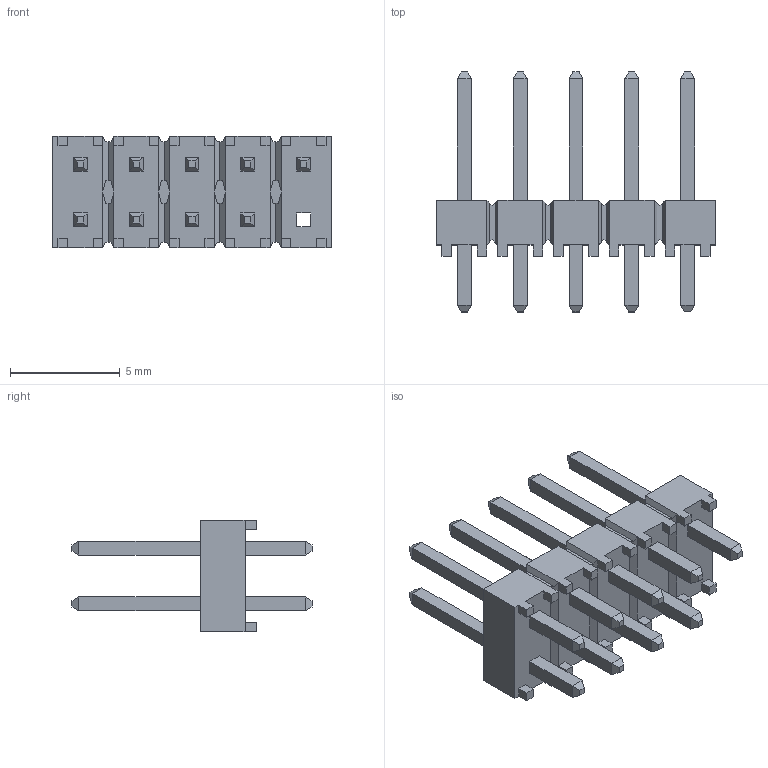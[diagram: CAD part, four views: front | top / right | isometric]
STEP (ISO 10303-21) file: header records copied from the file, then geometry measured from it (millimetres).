
FILE_DESCRIPTION(/* description */ ('STEP AP214'),/* implementation_level */ '2;1');
FILE_NAME(/* name */ 'TSW-105-07-G-D-010',/* time_stamp */ '2025-04-17T22:53:08+02:00',/* author */ ('License CC BY-ND 4.0'),/* organization */ ('CADENAS'),/* preprocessor_version */ 'ST-DEVELOPER v19.3',/* originating_system */ 'PARTsolutions',/* authorisation */ ' ');
FILE_SCHEMA (('AUTOMOTIVE_DESIGN {1 0 10303 214 3 1 1}'));
Length unit declared in the file: inch
Products named in the file (3): TSW-105-07-G-D-010; TSW-105-07-G-D-010_body; T-1S6-07-TSW-1-07-5-D-010
Assembly tree (2 placements, depth 2):
  TSW-105-07-G-D-010
    TSW-105-07-G-D-010_body
    T-1S6-07-TSW-1-07-5-D-010
Bounding box: 12.7 x 10.92 x 5.08 mm (x, y, z)
Volume: 161.2 mm3; surface area: 604.9 mm2
Topology: 2 solids, 2 shells, 394 faces, 988 edges, 608 vertices
Faces by surface type: plane 394
Entity records: 11454 total; most frequent: CARTESIAN_POINT 1993, ORIENTED_EDGE 1976, DIRECTION 1782, EDGE_CURVE 988, LINE 988, VECTOR 988, VERTEX_POINT 608, EDGE_LOOP 434
